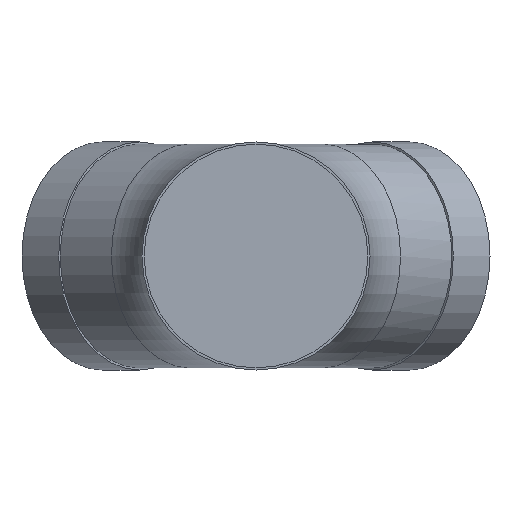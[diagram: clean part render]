
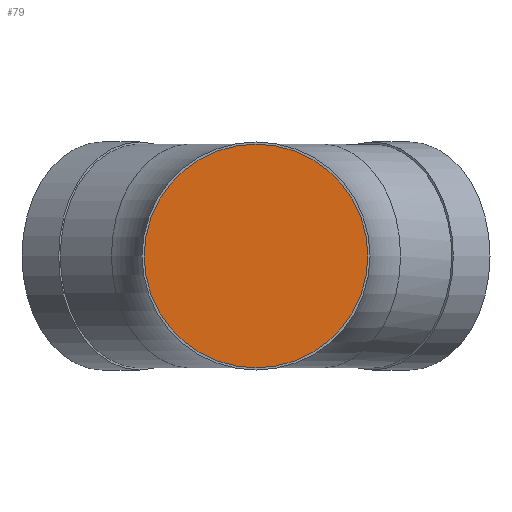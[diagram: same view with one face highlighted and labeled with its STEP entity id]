
A CAD part, front view. The second image highlights one B-rep face of the part: STEP entity #79.
In plain terms, the highlighted planar face has unit normal (0, -1, 0).
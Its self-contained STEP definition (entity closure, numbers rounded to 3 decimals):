
#79 = ADVANCED_FACE( '', ( #165 ), #166, .T. );
#165 = FACE_OUTER_BOUND( '', #269, .T. );
#166 = PLANE( '', #270 );
#269 = EDGE_LOOP( '', ( #374 ) );
#270 = AXIS2_PLACEMENT_3D( '', #375, #376, #377 );
#374 = ORIENTED_EDGE( '', *, *, #518, .T. );
#375 = CARTESIAN_POINT( '', ( 0., 40., 0. ) );
#376 = DIRECTION( '', ( 0., -1., 0. ) );
#377 = DIRECTION( '', ( 0., 0., -1. ) );
#518 = EDGE_CURVE( '', #580, #580, #581, .T. );
#580 = VERTEX_POINT( '', #726 );
#581 = CIRCLE( '', #727, 90. );
#726 = CARTESIAN_POINT( '', ( 0., 40., -90. ) );
#727 = AXIS2_PLACEMENT_3D( '', #871, #872, #873 );
#871 = CARTESIAN_POINT( '', ( 0., 40., 0. ) );
#872 = DIRECTION( '', ( 0., -1., 0. ) );
#873 = DIRECTION( '', ( 0., 0., -1. ) );
